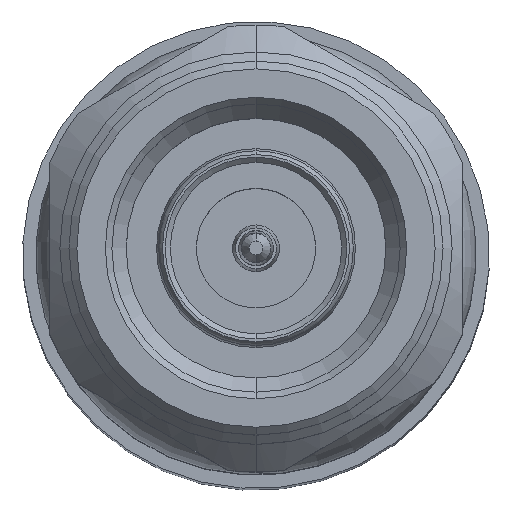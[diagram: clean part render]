
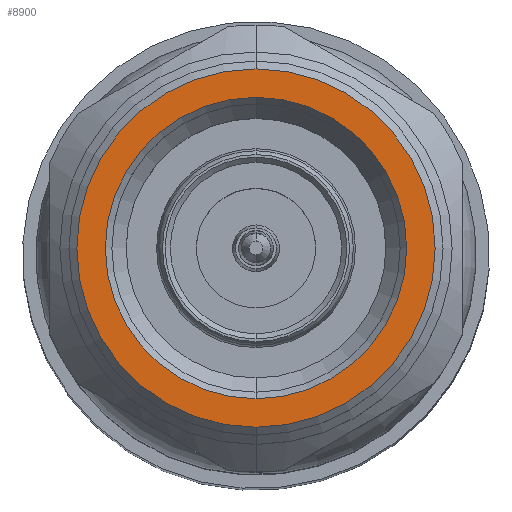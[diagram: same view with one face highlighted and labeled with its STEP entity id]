
A CAD part, top view. The second image highlights one B-rep face of the part: STEP entity #8900.
In plain terms, the highlighted face is planar.
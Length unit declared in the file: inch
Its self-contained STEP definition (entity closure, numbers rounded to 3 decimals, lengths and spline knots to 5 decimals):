
#988 = FACE_BOUND ( 'NONE', #2541, .T. ) ;
#1119 = DIRECTION ( 'NONE',  ( 0., 1., 0. ) ) ;
#2015 = CARTESIAN_POINT ( 'NONE',  ( 0., 0., 0. ) ) ;
#2016 = CIRCLE ( 'NONE', #4906, 0.2285 ) ;
#2244 = EDGE_CURVE ( 'NONE', #7320, #4057, #11589, .T. ) ;
#2541 = EDGE_LOOP ( 'NONE', ( #4125, #3315 ) ) ;
#2623 = CARTESIAN_POINT ( 'NONE',  ( 0., 0.2285, 0. ) ) ;
#3045 = FACE_OUTER_BOUND ( 'NONE', #10832, .T. ) ;
#3096 = CIRCLE ( 'NONE', #7712, 0.2285 ) ;
#3150 = DIRECTION ( 'NONE',  ( -1., 0., 0. ) ) ;
#3315 = ORIENTED_EDGE ( 'NONE', *, *, #10476, .T. ) ;
#3338 = DIRECTION ( 'NONE',  ( 1., 0., 0. ) ) ;
#3418 = DIRECTION ( 'NONE',  ( 1., 0., 0. ) ) ;
#3883 = DIRECTION ( 'NONE',  ( 1., 0., 0. ) ) ;
#4057 = VERTEX_POINT ( 'NONE', #6840 ) ;
#4125 = ORIENTED_EDGE ( 'NONE', *, *, #5517, .T. ) ;
#4544 = VERTEX_POINT ( 'NONE', #7719 ) ;
#4906 = AXIS2_PLACEMENT_3D ( 'NONE', #11666, #3338, #6174 ) ;
#5010 = PLANE ( 'NONE',  #11859 ) ;
#5457 = VERTEX_POINT ( 'NONE', #2623 ) ;
#5517 = EDGE_CURVE ( 'NONE', #4544, #5457, #2016, .T. ) ;
#5812 = CARTESIAN_POINT ( 'NONE',  ( 0., 0., 0. ) ) ;
#5817 = CARTESIAN_POINT ( 'NONE',  ( 0., 0.27166, 0. ) ) ;
#5885 = AXIS2_PLACEMENT_3D ( 'NONE', #8786, #3418, #7997 ) ;
#6174 = DIRECTION ( 'NONE',  ( 0., 1., 0. ) ) ;
#6387 = AXIS2_PLACEMENT_3D ( 'NONE', #5812, #3883, #1119 ) ;
#6840 = CARTESIAN_POINT ( 'NONE',  ( 0., -0.27166, 0. ) ) ;
#7320 = VERTEX_POINT ( 'NONE', #5817 ) ;
#7712 = AXIS2_PLACEMENT_3D ( 'NONE', #2015, #8596, #10400 ) ;
#7719 = CARTESIAN_POINT ( 'NONE',  ( 0., -0.2285, 0. ) ) ;
#7997 = DIRECTION ( 'NONE',  ( 0., 1., 0. ) ) ;
#8525 = DIRECTION ( 'NONE',  ( 0., -1., 0. ) ) ;
#8596 = DIRECTION ( 'NONE',  ( 1., 0., 0. ) ) ;
#8737 = ORIENTED_EDGE ( 'NONE', *, *, #2244, .F. ) ;
#8786 = CARTESIAN_POINT ( 'NONE',  ( 0., 0., 0. ) ) ;
#8900 = ADVANCED_FACE ( 'NONE', ( #988, #3045 ), #5010, .T. ) ;
#9301 = EDGE_CURVE ( 'NONE', #4057, #7320, #11100, .T. ) ;
#9722 = CARTESIAN_POINT ( 'NONE',  ( 0., 0.27166, 0. ) ) ;
#10400 = DIRECTION ( 'NONE',  ( 0., 1., 0. ) ) ;
#10476 = EDGE_CURVE ( 'NONE', #5457, #4544, #3096, .T. ) ;
#10832 = EDGE_LOOP ( 'NONE', ( #8737, #11908 ) ) ;
#11100 = CIRCLE ( 'NONE', #5885, 0.27166 ) ;
#11589 = CIRCLE ( 'NONE', #6387, 0.27166 ) ;
#11666 = CARTESIAN_POINT ( 'NONE',  ( 0., 0., 0. ) ) ;
#11859 = AXIS2_PLACEMENT_3D ( 'NONE', #9722, #3150, #8525 ) ;
#11908 = ORIENTED_EDGE ( 'NONE', *, *, #9301, .F. ) ;
